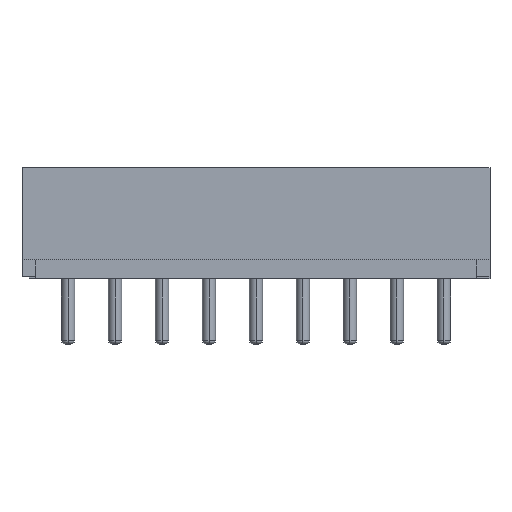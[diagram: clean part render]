
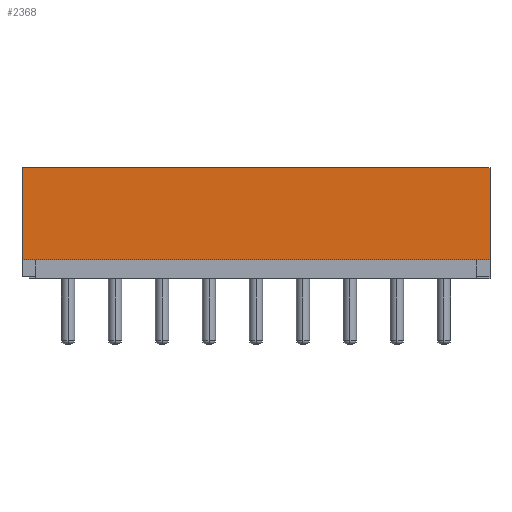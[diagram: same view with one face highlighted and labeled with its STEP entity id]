
A CAD part, top view. The second image highlights one B-rep face of the part: STEP entity #2368.
In plain terms, the highlighted planar face has unit normal (0, 0, 1).
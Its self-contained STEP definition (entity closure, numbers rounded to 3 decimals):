
#61=DIRECTION('',(0.,1.,0.));
#62=VECTOR('',#61,4.9);
#63=CARTESIAN_POINT('',(12.45,-1.95,2.47));
#64=LINE('',#63,#62);
#109=DIRECTION('',(1.,0.,0.));
#110=VECTOR('',#109,24.9);
#111=CARTESIAN_POINT('',(-12.45,2.95,2.47));
#112=LINE('',#111,#110);
#205=DIRECTION('',(0.,1.,0.));
#206=VECTOR('',#205,4.9);
#207=CARTESIAN_POINT('',(-12.45,-1.95,2.47));
#208=LINE('',#207,#206);
#213=DIRECTION('',(1.,0.,0.));
#214=VECTOR('',#213,24.9);
#215=CARTESIAN_POINT('',(-12.45,-1.95,2.47));
#216=LINE('',#215,#214);
#1657=CARTESIAN_POINT('',(-12.45,2.95,2.47));
#1658=CARTESIAN_POINT('',(12.45,2.95,2.47));
#1659=VERTEX_POINT('',#1657);
#1660=VERTEX_POINT('',#1658);
#1695=CARTESIAN_POINT('',(12.45,-1.95,2.47));
#1696=VERTEX_POINT('',#1695);
#1729=CARTESIAN_POINT('',(-12.45,-1.95,2.47));
#1730=VERTEX_POINT('',#1729);
#2356=CARTESIAN_POINT('',(-12.45,-2.95,2.47));
#2357=DIRECTION('',(0.,0.,1.));
#2358=DIRECTION('',(1.,0.,0.));
#2359=AXIS2_PLACEMENT_3D('',#2356,#2357,#2358);
#2360=PLANE('',#2359);
#2362=ORIENTED_EDGE('',*,*,#2361,.F.);
#2363=ORIENTED_EDGE('',*,*,#2327,.T.);
#2364=ORIENTED_EDGE('',*,*,#2267,.T.);
#2365=ORIENTED_EDGE('',*,*,#2207,.F.);
#2366=EDGE_LOOP('',(#2362,#2363,#2364,#2365));
#2367=FACE_OUTER_BOUND('',#2366,.F.);
#2368=ADVANCED_FACE('',(#2367),#2360,.T.);
#2207=EDGE_CURVE('',#1696,#1660,#64,.T.);
#2267=EDGE_CURVE('',#1659,#1660,#112,.T.);
#2327=EDGE_CURVE('',#1730,#1659,#208,.T.);
#2361=EDGE_CURVE('',#1730,#1696,#216,.T.);
